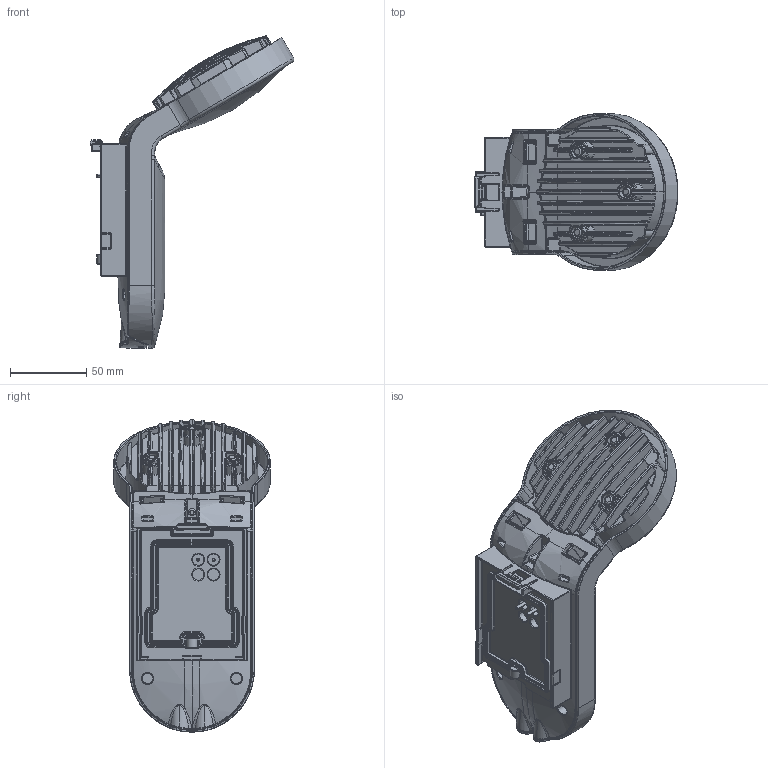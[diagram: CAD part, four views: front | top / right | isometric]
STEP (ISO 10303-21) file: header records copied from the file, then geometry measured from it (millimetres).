
FILE_DESCRIPTION((''),'2;1');
FILE_NAME('');
FILE_SCHEMA(('CONFIG_CONTROL_DESIGN'));
Products named in the file (1): EL10710018
Bounding box: 133.89 x 102.8 x 205.04 mm (x, y, z)
Volume: 512541.3 mm3; surface area: 97632.3 mm2
Topology: 6 solids, 6 shells, 2322 faces, 5426 edges, 2919 vertices
Faces by surface type: bspline 982, cylinder 579, torus 279, plane 264, sphere 214, extrusion 4
Entity records: 131369 total; most frequent: CARTESIAN_POINT 89994, ORIENTED_EDGE 10408, EDGE_CURVE 5204, DIRECTION 4786, VERTEX_POINT 2919, B_SPLINE_CURVE_WITH_KNOTS 2762, AXIS2_PLACEMENT_3D 2612, EDGE_LOOP 2349
